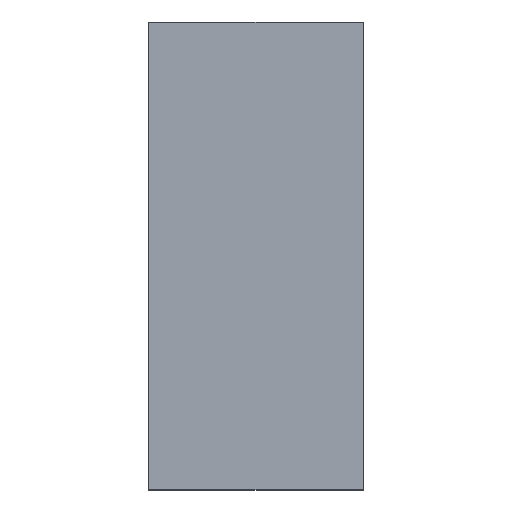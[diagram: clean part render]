
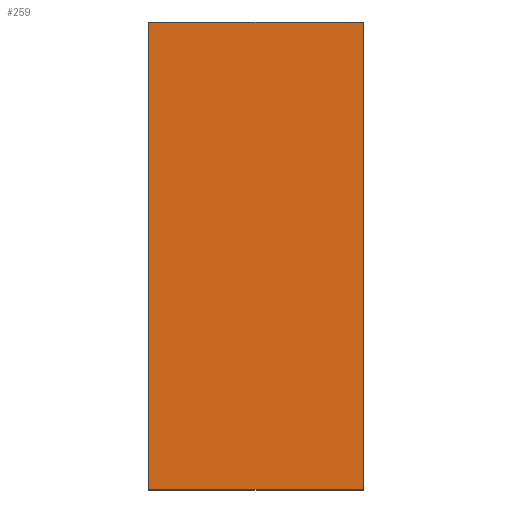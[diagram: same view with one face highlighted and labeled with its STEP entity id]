
A CAD part, top view. The second image highlights one B-rep face of the part: STEP entity #259.
In plain terms, the highlighted planar face has unit normal (0, 0, 1).
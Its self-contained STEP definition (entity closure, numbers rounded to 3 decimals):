
#11 = AXIS2_PLACEMENT_3D ( 'NONE', #26, #57, #289 ) ;
#20 = VERTEX_POINT ( 'NONE', #92 ) ;
#26 = CARTESIAN_POINT ( 'NONE',  ( -10., 43.5, 24.38 ) ) ;
#27 = LINE ( 'NONE', #310, #253 ) ;
#32 = EDGE_CURVE ( 'NONE', #20, #293, #361, .T. ) ;
#48 = EDGE_LOOP ( 'NONE', ( #342, #71, #58, #94 ) ) ;
#57 = DIRECTION ( 'NONE',  ( 0., 0., -1. ) ) ;
#58 = ORIENTED_EDGE ( 'NONE', *, *, #251, .F. ) ;
#71 = ORIENTED_EDGE ( 'NONE', *, *, #213, .F. ) ;
#85 = CARTESIAN_POINT ( 'NONE',  ( -10., 0., 24.38 ) ) ;
#92 = CARTESIAN_POINT ( 'NONE',  ( -10., 43.5, 24.38 ) ) ;
#93 = VECTOR ( 'NONE', #373, 1000. ) ;
#94 = ORIENTED_EDGE ( 'NONE', *, *, #32, .T. ) ;
#108 = LINE ( 'NONE', #315, #93 ) ;
#119 = VERTEX_POINT ( 'NONE', #197 ) ;
#145 = DIRECTION ( 'NONE',  ( 1., 0., 0. ) ) ;
#164 = FACE_OUTER_BOUND ( 'NONE', #48, .T. ) ;
#174 = VECTOR ( 'NONE', #200, 1000. ) ;
#197 = CARTESIAN_POINT ( 'NONE',  ( 10., 0., 24.38 ) ) ;
#200 = DIRECTION ( 'NONE',  ( 0., -1., 0. ) ) ;
#202 = PLANE ( 'NONE',  #11 ) ;
#213 = EDGE_CURVE ( 'NONE', #302, #119, #257, .T. ) ;
#216 = DIRECTION ( 'NONE',  ( 0., -1., 0. ) ) ;
#226 = VECTOR ( 'NONE', #216, 1000. ) ;
#240 = CARTESIAN_POINT ( 'NONE',  ( 10., 43.5, 24.38 ) ) ;
#247 = CARTESIAN_POINT ( 'NONE',  ( -10., 43.5, 24.38 ) ) ;
#251 = EDGE_CURVE ( 'NONE', #20, #302, #27, .T. ) ;
#253 = VECTOR ( 'NONE', #145, 1000. ) ;
#254 = EDGE_CURVE ( 'NONE', #293, #119, #108, .T. ) ;
#257 = LINE ( 'NONE', #340, #174 ) ;
#259 = ADVANCED_FACE ( 'NONE', ( #164 ), #202, .F. ) ;
#289 = DIRECTION ( 'NONE',  ( -1., 0., 0. ) ) ;
#293 = VERTEX_POINT ( 'NONE', #85 ) ;
#302 = VERTEX_POINT ( 'NONE', #240 ) ;
#310 = CARTESIAN_POINT ( 'NONE',  ( -10., 43.5, 24.38 ) ) ;
#315 = CARTESIAN_POINT ( 'NONE',  ( -10., 0., 24.38 ) ) ;
#340 = CARTESIAN_POINT ( 'NONE',  ( 10., 43.5, 24.38 ) ) ;
#342 = ORIENTED_EDGE ( 'NONE', *, *, #254, .T. ) ;
#361 = LINE ( 'NONE', #247, #226 ) ;
#373 = DIRECTION ( 'NONE',  ( 1., 0., 0. ) ) ;
